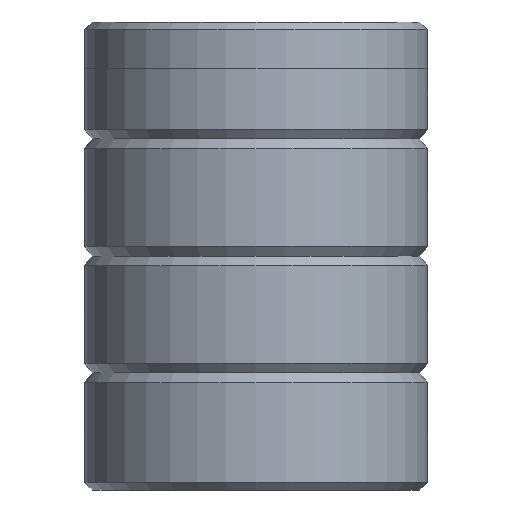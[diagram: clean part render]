
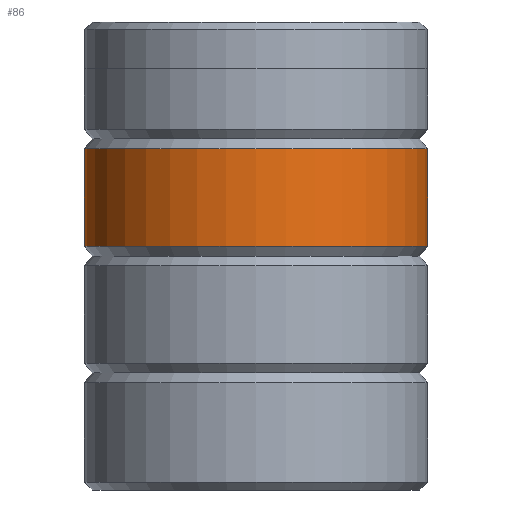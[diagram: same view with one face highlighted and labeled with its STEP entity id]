
A CAD part, front view. The second image highlights one B-rep face of the part: STEP entity #86.
In plain terms, the highlighted cylindrical face has radius 11 mm (diameter 22 mm), a partial arc.
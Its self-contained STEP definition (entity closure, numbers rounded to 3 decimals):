
#7 = CARTESIAN_POINT ( 'NONE',  ( -11., 0., 21.875 ) ) ;
#86 = ADVANCED_FACE ( 'NONE', ( #1430 ), #1735, .T. ) ;
#222 = VERTEX_POINT ( 'NONE', #7 ) ;
#225 = VERTEX_POINT ( 'NONE', #1630 ) ;
#326 = DIRECTION ( 'NONE',  ( 0., 0., -1. ) ) ;
#328 = VECTOR ( 'NONE', #1435, 1000. ) ;
#364 = LINE ( 'NONE', #1573, #328 ) ;
#409 = VERTEX_POINT ( 'NONE', #1468 ) ;
#462 = AXIS2_PLACEMENT_3D ( 'NONE', #1421, #591, #1559 ) ;
#591 = DIRECTION ( 'NONE',  ( 0., 0., -1. ) ) ;
#601 = DIRECTION ( 'NONE',  ( 0., 0., -1. ) ) ;
#610 = DIRECTION ( 'NONE',  ( -1., 0., 0. ) ) ;
#615 = CARTESIAN_POINT ( 'NONE',  ( 0., 0., 30. ) ) ;
#632 = DIRECTION ( 'NONE',  ( 0., 0., -1. ) ) ;
#639 = AXIS2_PLACEMENT_3D ( 'NONE', #1137, #326, #1284 ) ;
#674 = VERTEX_POINT ( 'NONE', #726 ) ;
#678 = CIRCLE ( 'NONE', #462, 11. ) ;
#696 = EDGE_CURVE ( 'NONE', #409, #225, #1501, .T. ) ;
#722 = EDGE_CURVE ( 'NONE', #222, #674, #364, .T. ) ;
#726 = CARTESIAN_POINT ( 'NONE',  ( -11., 0., 15.625 ) ) ;
#734 = EDGE_CURVE ( 'NONE', #409, #222, #678, .T. ) ;
#754 = EDGE_CURVE ( 'NONE', #225, #674, #1373, .T. ) ;
#996 = ORIENTED_EDGE ( 'NONE', *, *, #754, .F. ) ;
#1003 = CARTESIAN_POINT ( 'NONE',  ( 11., 0., 30. ) ) ;
#1099 = AXIS2_PLACEMENT_3D ( 'NONE', #615, #632, #610 ) ;
#1124 = ORIENTED_EDGE ( 'NONE', *, *, #722, .T. ) ;
#1137 = CARTESIAN_POINT ( 'NONE',  ( 0., 0., 15.625 ) ) ;
#1250 = EDGE_LOOP ( 'NONE', ( #1661, #1725, #1124, #996 ) ) ;
#1284 = DIRECTION ( 'NONE',  ( -1., 0., 0. ) ) ;
#1373 = CIRCLE ( 'NONE', #639, 11. ) ;
#1421 = CARTESIAN_POINT ( 'NONE',  ( 0., 0., 21.875 ) ) ;
#1430 = FACE_OUTER_BOUND ( 'NONE', #1250, .T. ) ;
#1435 = DIRECTION ( 'NONE',  ( 0., 0., -1. ) ) ;
#1468 = CARTESIAN_POINT ( 'NONE',  ( 11., 0., 21.875 ) ) ;
#1501 = LINE ( 'NONE', #1003, #1763 ) ;
#1559 = DIRECTION ( 'NONE',  ( -1., 0., 0. ) ) ;
#1573 = CARTESIAN_POINT ( 'NONE',  ( -11., 0., 30. ) ) ;
#1630 = CARTESIAN_POINT ( 'NONE',  ( 11., 0., 15.625 ) ) ;
#1661 = ORIENTED_EDGE ( 'NONE', *, *, #696, .F. ) ;
#1725 = ORIENTED_EDGE ( 'NONE', *, *, #734, .T. ) ;
#1735 = CYLINDRICAL_SURFACE ( 'NONE', #1099, 11. ) ;
#1763 = VECTOR ( 'NONE', #601, 1000. ) ;
